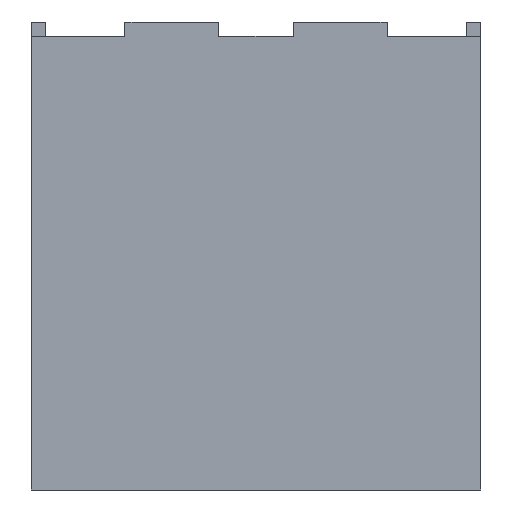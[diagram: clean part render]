
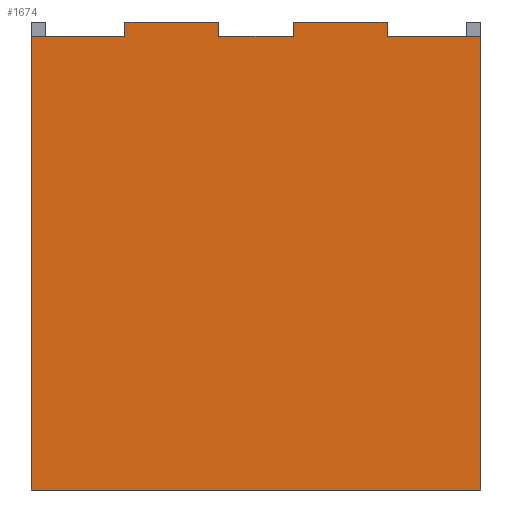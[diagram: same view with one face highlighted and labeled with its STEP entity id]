
A CAD part, front view. The second image highlights one B-rep face of the part: STEP entity #1674.
In plain terms, the highlighted planar face has unit normal (0, -1, 0).
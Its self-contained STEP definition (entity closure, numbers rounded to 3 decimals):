
#70=FACE_OUTER_BOUND('',#158,.T.);
#158=EDGE_LOOP('',(#1274,#1275,#1276,#1277,#1278,#1279,#1280,#1281,#1282,
#1283,#1284,#1285));
#288=LINE('',#2420,#520);
#290=LINE('',#2426,#522);
#293=LINE('',#2431,#525);
#303=LINE('',#2450,#535);
#316=LINE('',#2477,#548);
#329=LINE('',#2504,#561);
#334=LINE('',#2513,#566);
#335=LINE('',#2515,#567);
#345=LINE('',#2534,#577);
#353=LINE('',#2551,#585);
#354=LINE('',#2552,#586);
#355=LINE('',#2553,#587);
#520=VECTOR('',#1956,10.);
#522=VECTOR('',#1960,10.);
#525=VECTOR('',#1965,10.);
#535=VECTOR('',#1979,10.);
#548=VECTOR('',#2000,10.);
#561=VECTOR('',#2023,10.);
#566=VECTOR('',#2030,10.);
#567=VECTOR('',#2033,10.);
#577=VECTOR('',#2047,10.);
#585=VECTOR('',#2057,10.);
#586=VECTOR('',#2058,10.);
#587=VECTOR('',#2059,10.);
#738=VERTEX_POINT('',#2414);
#740=VERTEX_POINT('',#2418);
#741=VERTEX_POINT('',#2422);
#743=VERTEX_POINT('',#2425);
#751=VERTEX_POINT('',#2448);
#760=VERTEX_POINT('',#2474);
#761=VERTEX_POINT('',#2476);
#768=VERTEX_POINT('',#2500);
#770=VERTEX_POINT('',#2503);
#773=VERTEX_POINT('',#2511);
#787=VERTEX_POINT('',#2549);
#788=VERTEX_POINT('',#2550);
#915=EDGE_CURVE('',#738,#740,#288,.T.);
#917=EDGE_CURVE('',#741,#743,#290,.T.);
#920=EDGE_CURVE('',#743,#740,#293,.T.);
#930=EDGE_CURVE('',#751,#741,#303,.T.);
#943=EDGE_CURVE('',#760,#761,#316,.T.);
#956=EDGE_CURVE('',#768,#770,#329,.T.);
#961=EDGE_CURVE('',#760,#773,#334,.T.);
#962=EDGE_CURVE('',#770,#773,#335,.T.);
#972=EDGE_CURVE('',#738,#768,#345,.T.);
#980=EDGE_CURVE('',#787,#788,#353,.T.);
#981=EDGE_CURVE('',#787,#761,#354,.T.);
#982=EDGE_CURVE('',#788,#751,#355,.T.);
#1274=ORIENTED_EDGE('',*,*,#980,.F.);
#1275=ORIENTED_EDGE('',*,*,#981,.T.);
#1276=ORIENTED_EDGE('',*,*,#943,.F.);
#1277=ORIENTED_EDGE('',*,*,#961,.T.);
#1278=ORIENTED_EDGE('',*,*,#962,.F.);
#1279=ORIENTED_EDGE('',*,*,#956,.F.);
#1280=ORIENTED_EDGE('',*,*,#972,.F.);
#1281=ORIENTED_EDGE('',*,*,#915,.T.);
#1282=ORIENTED_EDGE('',*,*,#920,.F.);
#1283=ORIENTED_EDGE('',*,*,#917,.F.);
#1284=ORIENTED_EDGE('',*,*,#930,.F.);
#1285=ORIENTED_EDGE('',*,*,#982,.F.);
#1591=PLANE('',#1777);
#1674=ADVANCED_FACE('',(#70),#1591,.T.);
#1777=AXIS2_PLACEMENT_3D('',#2548,#2055,#2056);
#1956=DIRECTION('',(0.,0.,1.));
#1960=DIRECTION('',(0.,0.,1.));
#1965=DIRECTION('',(1.,0.,0.));
#1979=DIRECTION('',(1.,0.,0.));
#2000=DIRECTION('',(1.,0.,0.));
#2023=DIRECTION('',(0.,0.,1.));
#2030=DIRECTION('',(0.,0.,1.));
#2033=DIRECTION('',(1.,0.,0.));
#2047=DIRECTION('',(1.,0.,0.));
#2055=DIRECTION('center_axis',(0.,-1.,0.));
#2056=DIRECTION('ref_axis',(1.,0.,0.));
#2057=DIRECTION('',(-1.,0.,0.));
#2058=DIRECTION('',(0.,0.,1.));
#2059=DIRECTION('',(0.,0.,1.));
#2414=CARTESIAN_POINT('',(20.,0.,48.5));
#2418=CARTESIAN_POINT('',(20.,0.,50.));
#2420=CARTESIAN_POINT('',(20.,0.,0.));
#2422=CARTESIAN_POINT('',(10.,0.,48.5));
#2425=CARTESIAN_POINT('',(10.,0.,50.));
#2426=CARTESIAN_POINT('',(10.,0.,0.));
#2431=CARTESIAN_POINT('',(10.,0.,50.));
#2448=CARTESIAN_POINT('',(0.,0.,48.5));
#2450=CARTESIAN_POINT('',(48.,0.,48.5));
#2474=CARTESIAN_POINT('',(38.,0.,48.5));
#2476=CARTESIAN_POINT('',(48.,0.,48.5));
#2477=CARTESIAN_POINT('',(48.,0.,48.5));
#2500=CARTESIAN_POINT('',(28.,0.,48.5));
#2503=CARTESIAN_POINT('',(28.,0.,50.));
#2504=CARTESIAN_POINT('',(28.,0.,0.));
#2511=CARTESIAN_POINT('',(38.,0.,50.));
#2513=CARTESIAN_POINT('',(38.,0.,0.));
#2515=CARTESIAN_POINT('',(28.,0.,50.));
#2534=CARTESIAN_POINT('',(48.,0.,48.5));
#2548=CARTESIAN_POINT('Origin',(0.,0.,0.));
#2549=CARTESIAN_POINT('',(48.,0.,0.));
#2550=CARTESIAN_POINT('',(0.,0.,0.));
#2551=CARTESIAN_POINT('',(48.,0.,0.));
#2552=CARTESIAN_POINT('',(48.,0.,0.));
#2553=CARTESIAN_POINT('',(0.,0.,0.));
